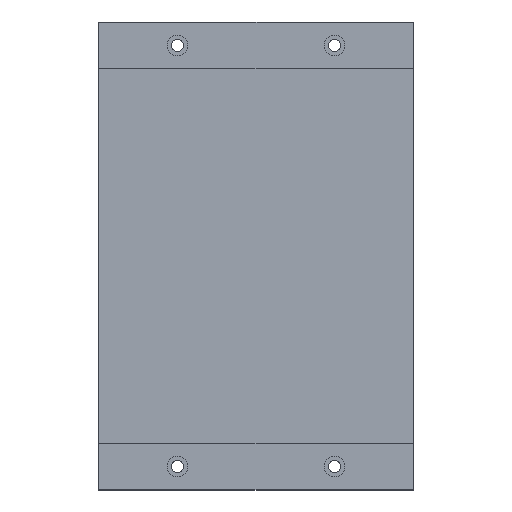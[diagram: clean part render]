
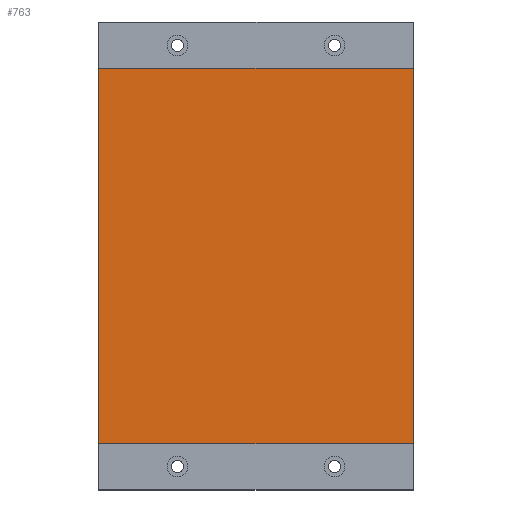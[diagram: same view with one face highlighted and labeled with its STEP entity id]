
A CAD part, top view. The second image highlights one B-rep face of the part: STEP entity #763.
In plain terms, the highlighted planar face has unit normal (0, 0, 1).
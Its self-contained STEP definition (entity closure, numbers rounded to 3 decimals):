
#49 = ORIENTED_EDGE ( 'NONE', *, *, #325, .T. ) ;
#57 = VERTEX_POINT ( 'NONE', #611 ) ;
#82 = ORIENTED_EDGE ( 'NONE', *, *, #947, .T. ) ;
#83 = CARTESIAN_POINT ( 'NONE',  ( 0., 0., 13.7 ) ) ;
#101 = VECTOR ( 'NONE', #138, 1000. ) ;
#121 = CARTESIAN_POINT ( 'NONE',  ( 84., 100.2, 13.7 ) ) ;
#129 = EDGE_LOOP ( 'NONE', ( #82, #324, #356, #49 ) ) ;
#138 = DIRECTION ( 'NONE',  ( 1., 0., 0. ) ) ;
#170 = VERTEX_POINT ( 'NONE', #642 ) ;
#210 = EDGE_CURVE ( 'NONE', #57, #770, #653, .T. ) ;
#270 = DIRECTION ( 'NONE',  ( 0., 1., 0. ) ) ;
#292 = VECTOR ( 'NONE', #270, 1000. ) ;
#324 = ORIENTED_EDGE ( 'NONE', *, *, #210, .T. ) ;
#325 = EDGE_CURVE ( 'NONE', #170, #497, #541, .T. ) ;
#332 = EDGE_CURVE ( 'NONE', #770, #170, #691, .T. ) ;
#356 = ORIENTED_EDGE ( 'NONE', *, *, #332, .T. ) ;
#389 = CARTESIAN_POINT ( 'NONE',  ( -84., 100.2, 13.7 ) ) ;
#402 = DIRECTION ( 'NONE',  ( 1., 0., 0. ) ) ;
#404 = CARTESIAN_POINT ( 'NONE',  ( 84., -100.2, 13.7 ) ) ;
#406 = PLANE ( 'NONE',  #733 ) ;
#497 = VERTEX_POINT ( 'NONE', #404 ) ;
#501 = DIRECTION ( 'NONE',  ( -1., 0., 0. ) ) ;
#529 = CARTESIAN_POINT ( 'NONE',  ( -84., -100.2, 13.7 ) ) ;
#541 = LINE ( 'NONE', #529, #101 ) ;
#552 = DIRECTION ( 'NONE',  ( 0., 0., 1. ) ) ;
#611 = CARTESIAN_POINT ( 'NONE',  ( 84., 100.2, 13.7 ) ) ;
#617 = DIRECTION ( 'NONE',  ( 0., -1., 0. ) ) ;
#642 = CARTESIAN_POINT ( 'NONE',  ( -84., -100.2, 13.7 ) ) ;
#653 = LINE ( 'NONE', #945, #703 ) ;
#664 = VECTOR ( 'NONE', #617, 1000. ) ;
#691 = LINE ( 'NONE', #389, #664 ) ;
#703 = VECTOR ( 'NONE', #501, 1000. ) ;
#723 = LINE ( 'NONE', #121, #292 ) ;
#733 = AXIS2_PLACEMENT_3D ( 'NONE', #83, #552, #402 ) ;
#763 = ADVANCED_FACE ( 'NONE', ( #771 ), #406, .T. ) ;
#770 = VERTEX_POINT ( 'NONE', #922 ) ;
#771 = FACE_OUTER_BOUND ( 'NONE', #129, .T. ) ;
#922 = CARTESIAN_POINT ( 'NONE',  ( -84., 100.2, 13.7 ) ) ;
#945 = CARTESIAN_POINT ( 'NONE',  ( -84., 100.2, 13.7 ) ) ;
#947 = EDGE_CURVE ( 'NONE', #497, #57, #723, .T. ) ;
